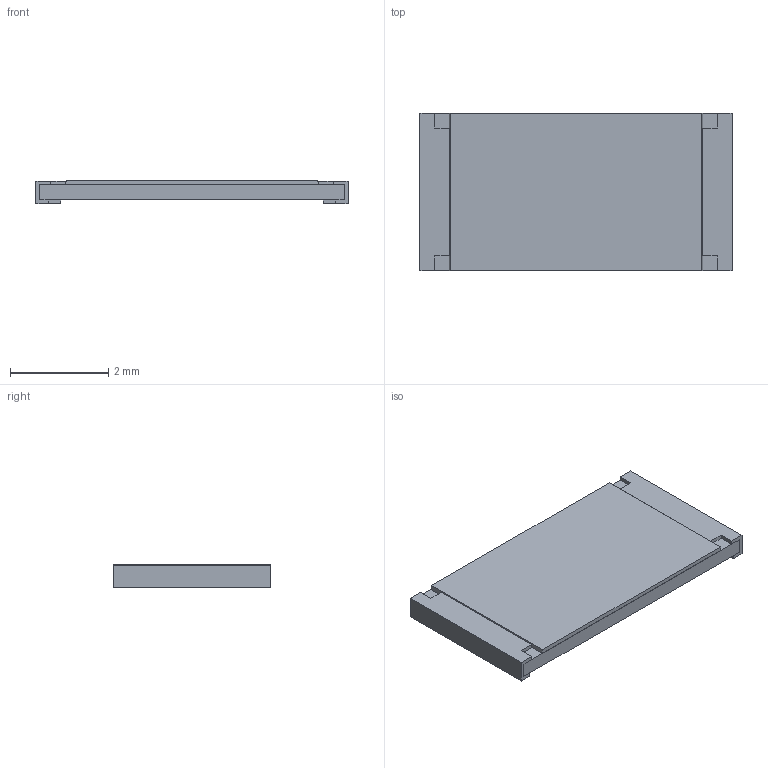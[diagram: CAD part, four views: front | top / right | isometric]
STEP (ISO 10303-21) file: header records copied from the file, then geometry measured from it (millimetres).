
FILE_DESCRIPTION(('FreeCAD Model'),'2;1');
FILE_NAME('F4A7B3EB-6DE5-4520-A103-7972EC057F6D.step','2018-07-28T22:12:11',( 'Author'),(''),'Open CASCADE STEP processor 6.8','FreeCAD','Unknown' );
FILE_SCHEMA(('AUTOMOTIVE_DESIGN_CC2 { 1 2 10303 214 -1 1 5 4 }'));
Length unit declared in the file: millimetre
Products named in the file (2): ASSEMBLY; F4A7B3EB-6DE5-4520-A103-7972EC057F6D
Assembly tree (1 placements, depth 2):
  ASSEMBLY
    F4A7B3EB-6DE5-4520-A103-7972EC057F6D
Bounding box: 6.35 x 3.2 x 0.47 mm (x, y, z)
Volume: 8.2 mm3; surface area: 50.2 mm2
Topology: 1 solids, 1 shells, 51 faces, 136 edges, 88 vertices
Faces by surface type: plane 51
Entity records: 3703 total; most frequent: CARTESIAN_POINT 549, DIRECTION 514, LINE 408, VECTOR 408, ORIENTED_EDGE 272, PCURVE 272, DEFINITIONAL_REPRESENTATION 272, EDGE_CURVE 136
